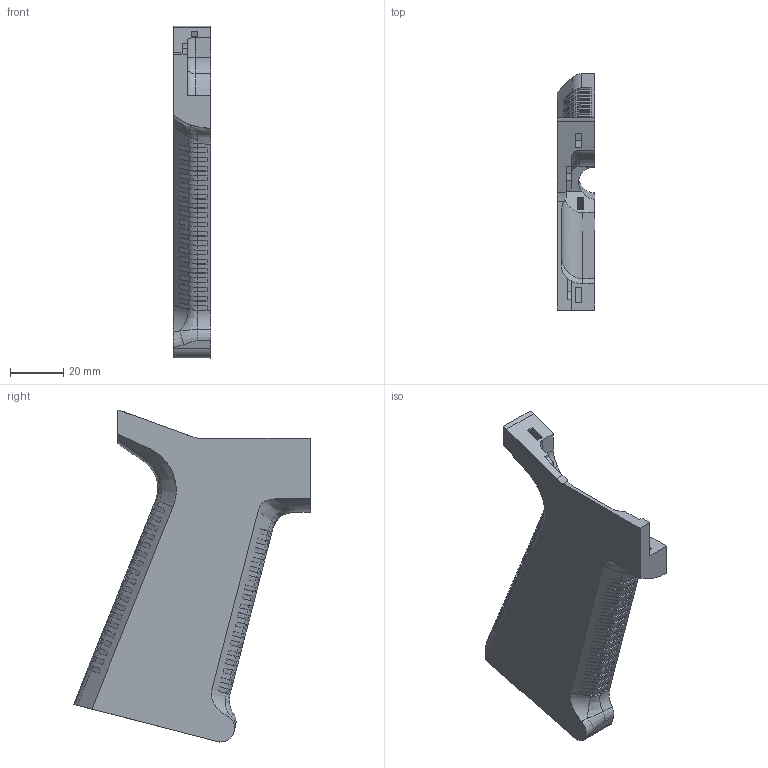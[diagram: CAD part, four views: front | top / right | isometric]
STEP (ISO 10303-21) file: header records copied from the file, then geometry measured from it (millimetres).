
FILE_DESCRIPTION(/* description */ (''),/* implementation_level */ '2;1');
FILE_NAME(/* name */ '31.1-grip-right-flat.step',/* time_stamp */ '2022-04-06T21:26:05+01:00',/* author */ (''),/* organization */ (''),/* preprocessor_version */ 'ST-DEVELOPER v18.1',/* originating_system */ 'Autodesk Translation Framework v10.13.0.1454',/* authorisation */ '');
FILE_SCHEMA (('AUTOMOTIVE_DESIGN { 1 0 10303 214 3 1 1 }'));
Length unit declared in the file: millimetre
Products named in the file (1): 31.1-grip-right-flat
Bounding box: 14 x 88.84 x 124.65 mm (x, y, z)
Volume: 26776 mm3; surface area: 19983.8 mm2
Topology: 1 solids, 1 shells, 491 faces, 1422 edges, 947 vertices
Faces by surface type: plane 358, cylinder 93, bspline 36, cone 2, torus 2
Full cylindrical faces by diameter (mm): 3.3 x8, 5.7 x2
Entity records: 18750 total; most frequent: CARTESIAN_POINT 5866, ORIENTED_EDGE 2842, DIRECTION 2438, EDGE_CURVE 1421, LINE 1084, VECTOR 1084, VERTEX_POINT 947, AXIS2_PLACEMENT_3D 677
